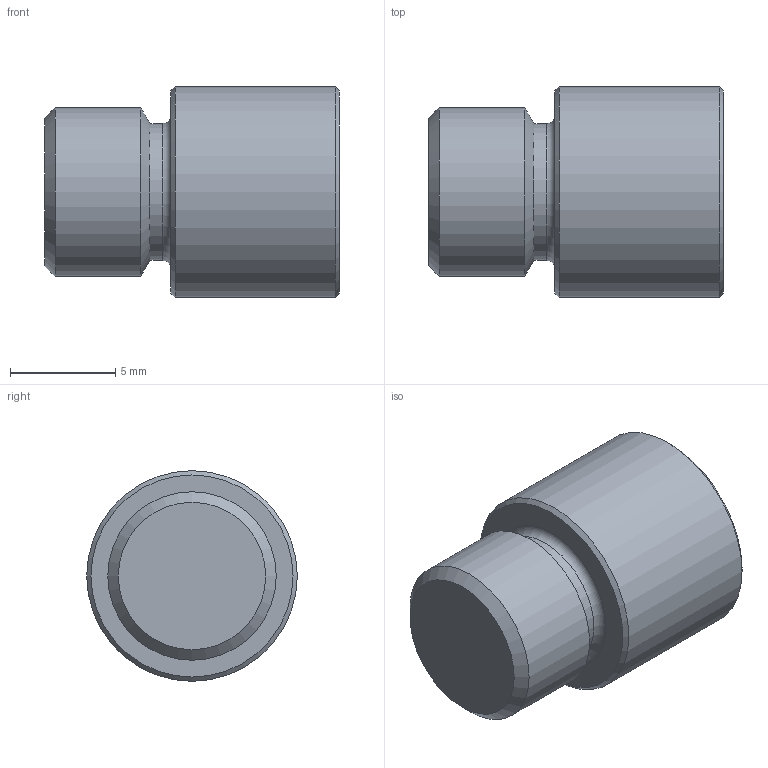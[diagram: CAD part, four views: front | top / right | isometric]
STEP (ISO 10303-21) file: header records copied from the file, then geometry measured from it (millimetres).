
FILE_DESCRIPTION((''),'2;1');
FILE_NAME('MPE032.stp','2016-07-11T17:31:29',('carlo.corazza'),(''),'Autodesk Inventor 2013','Autodesk Inventor 2013','');
FILE_SCHEMA(('AUTOMOTIVE_DESIGN { 1 0 10303 214 1 1 1 1 }'));
Length unit declared in the file: millimetre
Products named in the file (1): MPE032
Bounding box: 14 x 10 x 10 mm (x, y, z)
Volume: 834.4 mm3; surface area: 614.1 mm2
Topology: 1 solids, 1 shells, 30 faces, 74 edges, 47 vertices
Faces by surface type: plane 15, cone 11, cylinder 3, torus 1
Full cylindrical faces by diameter (mm): 6.5 x1, 8 x1, 10 x1
Entity records: 844 total; most frequent: CARTESIAN_POINT 165, DIRECTION 136, ORIENTED_EDGE 128, EDGE_CURVE 64, AXIS2_PLACEMENT_3D 53, VERTEX_POINT 46, EDGE_LOOP 40, VECTOR 30
